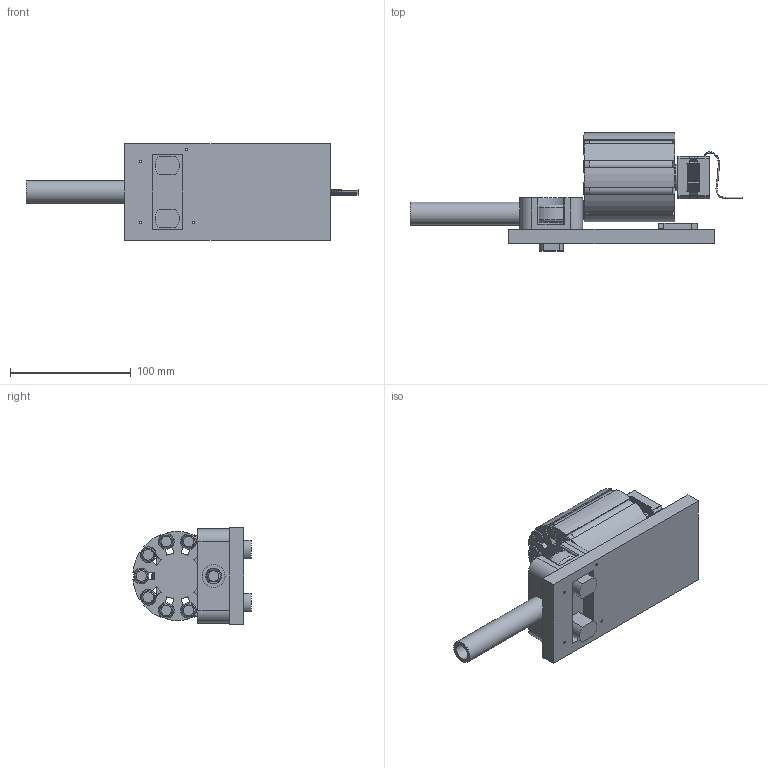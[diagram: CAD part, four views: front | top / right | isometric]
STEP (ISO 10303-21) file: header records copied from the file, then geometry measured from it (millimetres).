
FILE_DESCRIPTION(/* description */ (''),/* implementation_level */ '2;1');
FILE_NAME(/* name */ 'Firing Mech Concept 1 v6.step',/* time_stamp */ '2022-02-01T16:30:15+00:00',/* author */ (''),/* organization */ (''),/* preprocessor_version */ 'ST-DEVELOPER v18.1',/* originating_system */ 'Autodesk Translation Framework v10.10.0.1391',/* authorisation */ '');
FILE_SCHEMA (('AUTOMOTIVE_DESIGN { 1 0 10303 214 3 1 1 }'));
Length unit declared in the file: millimetre
Products named in the file (11): Firing Mech Concept 1; Launcher; Nerf Bullet; NEMA14; Lagerschild_14; Welle_14; Stator_14; Kollektorschild_14; Schraube_M3x5; Connector_14; Micro Servo 9g
Assembly tree (22 placements, depth 3):
  Firing Mech Concept 1
    Nerf Bullet  x10
    Launcher
    NEMA14
      Lagerschild_14
      Welle_14
      Stator_14
      Kollektorschild_14
      Schraube_M3x5  x4
      Connector_14
    Micro Servo 9g
Bounding box: 275.14 x 97.88 x 80 mm (x, y, z)
Volume: 562728.2 mm3; surface area: 180409.3 mm2
Topology: 41 solids, 41 shells, 1299 faces, 2809 edges, 1608 vertices
Faces by surface type: cylinder 471, plane 369, bspline 320, torus 106, cone 32, sphere 1
Full cylindrical faces by diameter (mm): 2 x8, 2.5 x4, 2.693 x4, 3 x4, 3.2 x4, 5 x5, 5.5 x4, 8 x3, 12.7 x10, 13 x2, 15 x1, 17 x2, 19 x1, 21 x3, 22 x1, 24 x1, 35 x2
Entity records: 36000 total; most frequent: CARTESIAN_POINT 9723, DIRECTION 5787, ORIENTED_EDGE 5256, EDGE_CURVE 2628, AXIS2_PLACEMENT_3D 2286, VERTEX_POINT 1488, EDGE_LOOP 1258, LINE 1215
